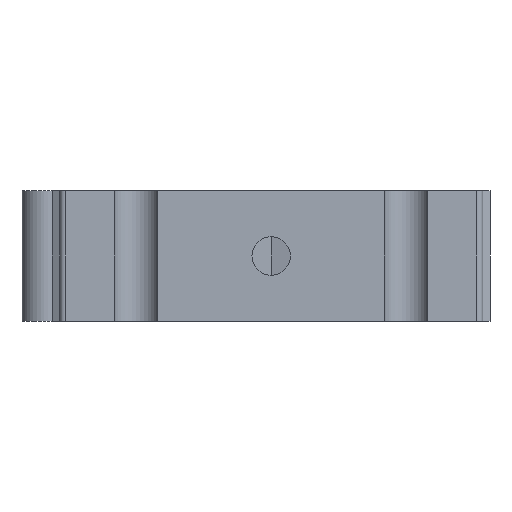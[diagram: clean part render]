
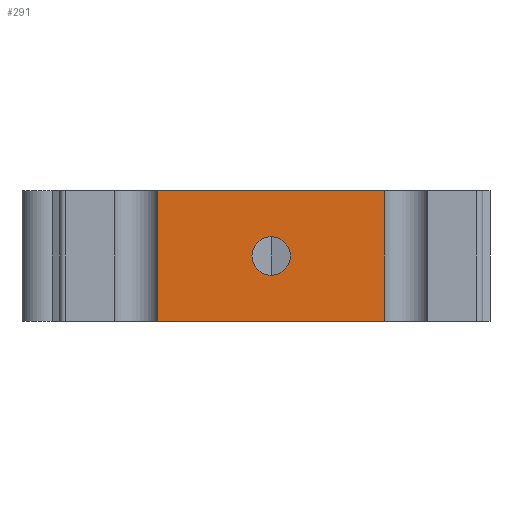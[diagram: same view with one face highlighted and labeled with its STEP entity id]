
A CAD part, front view. The second image highlights one B-rep face of the part: STEP entity #291.
In plain terms, the highlighted planar face has unit normal (0, -1, 0).
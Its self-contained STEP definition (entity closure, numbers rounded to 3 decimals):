
#291 = ADVANCED_FACE( '', ( #599, #600 ), #601, .F. );
#599 = FACE_BOUND( '', #916, .T. );
#600 = FACE_OUTER_BOUND( '', #917, .T. );
#601 = PLANE( '', #918 );
#916 = EDGE_LOOP( '', ( #1795 ) );
#917 = EDGE_LOOP( '', ( #1796, #1797, #1798, #1799 ) );
#918 = AXIS2_PLACEMENT_3D( '', #1800, #1801, #1802 );
#1795 = ORIENTED_EDGE( '', *, *, #2275, .F. );
#1796 = ORIENTED_EDGE( '', *, *, #2016, .T. );
#1797 = ORIENTED_EDGE( '', *, *, #2199, .F. );
#1798 = ORIENTED_EDGE( '', *, *, #2138, .F. );
#1799 = ORIENTED_EDGE( '', *, *, #1981, .T. );
#1800 = CARTESIAN_POINT( '', ( -19.159, -40., 11. ) );
#1801 = DIRECTION( '', ( 0., 1., 0. ) );
#1802 = DIRECTION( '', ( 0., 0., 1. ) );
#1981 = EDGE_CURVE( '', #2396, #2393, #2397, .T. );
#2016 = EDGE_CURVE( '', #2393, #2459, #2461, .T. );
#2138 = EDGE_CURVE( '', #2396, #2662, #2663, .T. );
#2199 = EDGE_CURVE( '', #2662, #2459, #2753, .T. );
#2275 = EDGE_CURVE( '', #2841, #2841, #2842, .T. );
#2393 = VERTEX_POINT( '', #3026 );
#2396 = VERTEX_POINT( '', #3029 );
#2397 = LINE( '', #3030, #3031 );
#2459 = VERTEX_POINT( '', #3112 );
#2461 = LINE( '', #3114, #3115 );
#2662 = VERTEX_POINT( '', #3465 );
#2663 = LINE( '', #3466, #3467 );
#2753 = LINE( '', #3589, #3590 );
#2841 = VERTEX_POINT( '', #3825 );
#2842 = CIRCLE( '', #3826, 3.25 );
#3026 = CARTESIAN_POINT( '', ( -19.159, -40., -11. ) );
#3029 = CARTESIAN_POINT( '', ( -19.159, -40., 11. ) );
#3030 = CARTESIAN_POINT( '', ( -19.159, -40., 11. ) );
#3031 = VECTOR( '', #3972, 1000. );
#3112 = CARTESIAN_POINT( '', ( 19.159, -40., -11. ) );
#3114 = CARTESIAN_POINT( '', ( -19.159, -40., -11. ) );
#3115 = VECTOR( '', #4028, 1000. );
#3465 = CARTESIAN_POINT( '', ( 19.159, -40., 11. ) );
#3466 = CARTESIAN_POINT( '', ( -19.159, -40., 11. ) );
#3467 = VECTOR( '', #4209, 1000. );
#3589 = CARTESIAN_POINT( '', ( 19.159, -40., 11. ) );
#3590 = VECTOR( '', #4290, 1000. );
#3825 = CARTESIAN_POINT( '', ( 0., -40., -3.25 ) );
#3826 = AXIS2_PLACEMENT_3D( '', #4357, #4358, #4359 );
#3972 = DIRECTION( '', ( 0., 0., -1. ) );
#4028 = DIRECTION( '', ( 1., 0., 0. ) );
#4209 = DIRECTION( '', ( 1., 0., 0. ) );
#4290 = DIRECTION( '', ( 0., 0., -1. ) );
#4357 = CARTESIAN_POINT( '', ( 0., -40., 0. ) );
#4358 = DIRECTION( '', ( 0., -1., 0. ) );
#4359 = DIRECTION( '', ( 0., 0., -1. ) );
